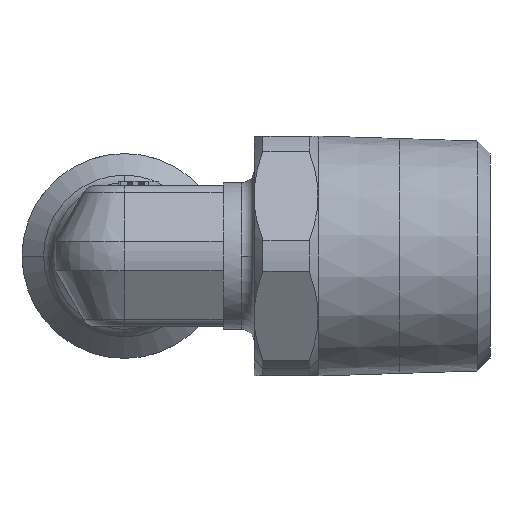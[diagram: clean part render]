
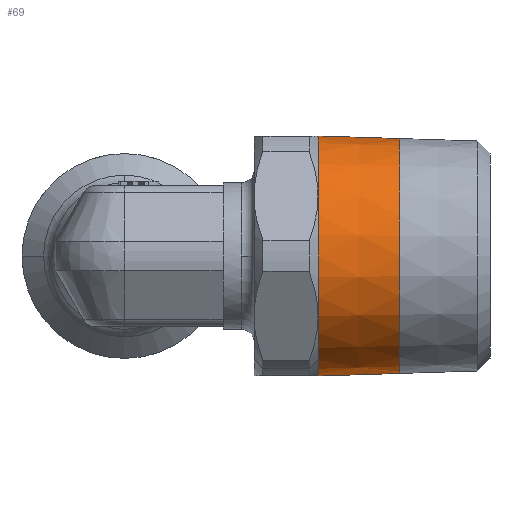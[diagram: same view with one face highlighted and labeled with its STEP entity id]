
A CAD part, left-side view. The second image highlights one B-rep face of the part: STEP entity #69.
In plain terms, the highlighted conical face has half-angle 1.79 degrees and reference radius 8.335 mm.
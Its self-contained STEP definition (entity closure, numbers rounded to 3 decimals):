
#69=ADVANCED_FACE('',(#252),#253,.T.);
#252=FACE_OUTER_BOUND('',#583,.T.);
#253=CONICAL_SURFACE('',#584,8.335,0.031);
#583=EDGE_LOOP('',(#1061,#1062,#1063,#1064));
#584=AXIS2_PLACEMENT_3D('',#1065,#1066,#1067);
#1061=ORIENTED_EDGE('',*,*,#2231,.F.);
#1062=ORIENTED_EDGE('',*,*,#2232,.T.);
#1063=ORIENTED_EDGE('',*,*,#2233,.F.);
#1064=ORIENTED_EDGE('',*,*,#2234,.F.);
#1065=CARTESIAN_POINT('',(0.0,-19.407,0.0));
#1066=DIRECTION('',(-0.0,1.0,0.0));
#1067=DIRECTION('',(0.,0.0,-1.0));
#2231=EDGE_CURVE('',#2712,#2713,#2714,.T.);
#2232=EDGE_CURVE('',#2712,#2715,#2716,.T.);
#2233=EDGE_CURVE('',#2717,#2715,#2718,.T.);
#2234=EDGE_CURVE('',#2713,#2717,#2719,.T.);
#2712=VERTEX_POINT('',#3526);
#2713=VERTEX_POINT('',#3527);
#2714=LINE('',#3528,#3529);
#2715=VERTEX_POINT('',#3530);
#2716=CIRCLE('',#3531,8.331);
#2717=VERTEX_POINT('',#3532);
#2718=LINE('',#3533,#3534);
#2719=CIRCLE('',#3535,8.512);
#3526=CARTESIAN_POINT('',(0.,-19.533,-8.331));
#3527=CARTESIAN_POINT('',(0.,-13.735,-8.512));
#3528=CARTESIAN_POINT('',(0.,-19.407,-8.335));
#3529=VECTOR('',#4678,1.0);
#3530=CARTESIAN_POINT('',(0.,-19.533,8.331));
#3531=AXIS2_PLACEMENT_3D('',#4679,#4680,#4681);
#3532=CARTESIAN_POINT('',(0.,-13.735,8.512));
#3533=CARTESIAN_POINT('',(0.,-19.407,8.335));
#3534=VECTOR('',#4682,1.0);
#3535=AXIS2_PLACEMENT_3D('',#4683,#4684,#4685);
#4678=DIRECTION('',(0.,1.,-0.031));
#4679=CARTESIAN_POINT('',(0.0,-19.535,0.0));
#4680=DIRECTION('',(0.0,1.0,0.0));
#4681=DIRECTION('',(0.,0.0,-1.0));
#4682=DIRECTION('',(0.,-1.,-0.031));
#4683=CARTESIAN_POINT('',(0.0,-13.735,0.0));
#4684=DIRECTION('',(0.0,1.0,0.0));
#4685=DIRECTION('',(0.,0.0,-1.0));
